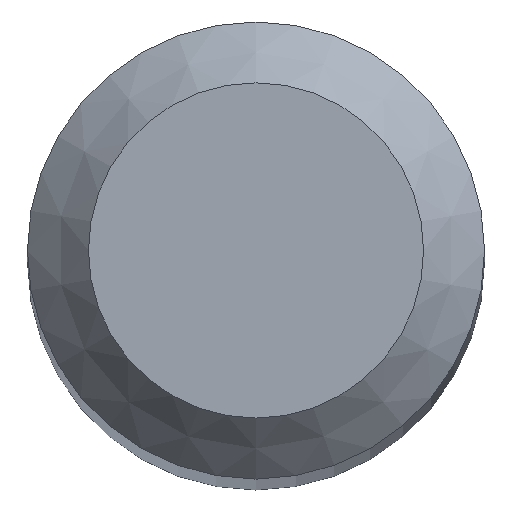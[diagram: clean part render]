
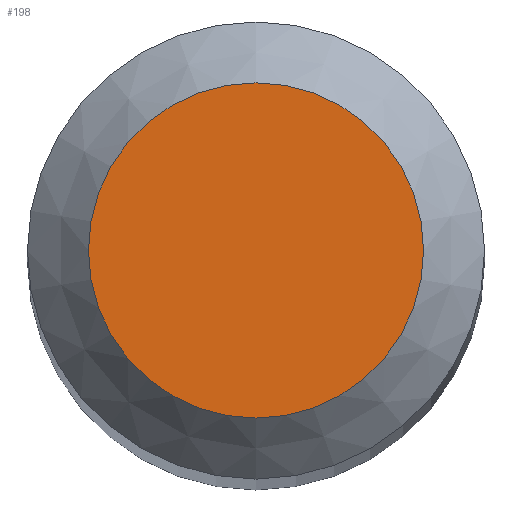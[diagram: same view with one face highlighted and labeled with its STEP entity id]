
A CAD part, top view. The second image highlights one B-rep face of the part: STEP entity #198.
In plain terms, the highlighted planar face has unit normal (0, 0, 1).
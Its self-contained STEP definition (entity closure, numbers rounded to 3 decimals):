
#14 = DIRECTION ( 'NONE',  ( 0., 0., -1. ) ) ;
#21 = EDGE_LOOP ( 'NONE', ( #162 ) ) ;
#33 = CIRCLE ( 'NONE', #168, 0.55 ) ;
#37 = FACE_OUTER_BOUND ( 'NONE', #21, .T. ) ;
#85 = AXIS2_PLACEMENT_3D ( 'NONE', #154, #14, #219 ) ;
#98 = PLANE ( 'NONE',  #85 ) ;
#108 = EDGE_CURVE ( 'NONE', #116, #116, #33, .T. ) ;
#116 = VERTEX_POINT ( 'NONE', #117 ) ;
#117 = CARTESIAN_POINT ( 'NONE',  ( 0., 0.55, 30. ) ) ;
#144 = CARTESIAN_POINT ( 'NONE',  ( 0., 0., 30. ) ) ;
#154 = CARTESIAN_POINT ( 'NONE',  ( 0., 0., 30. ) ) ;
#162 = ORIENTED_EDGE ( 'NONE', *, *, #108, .F. ) ;
#165 = DIRECTION ( 'NONE',  ( 0., 0., -1. ) ) ;
#168 = AXIS2_PLACEMENT_3D ( 'NONE', #144, #165, #211 ) ;
#198 = ADVANCED_FACE ( 'NONE', ( #37 ), #98, .F. ) ;
#211 = DIRECTION ( 'NONE',  ( 0., 1., 0. ) ) ;
#219 = DIRECTION ( 'NONE',  ( 0., 1., 0. ) ) ;
